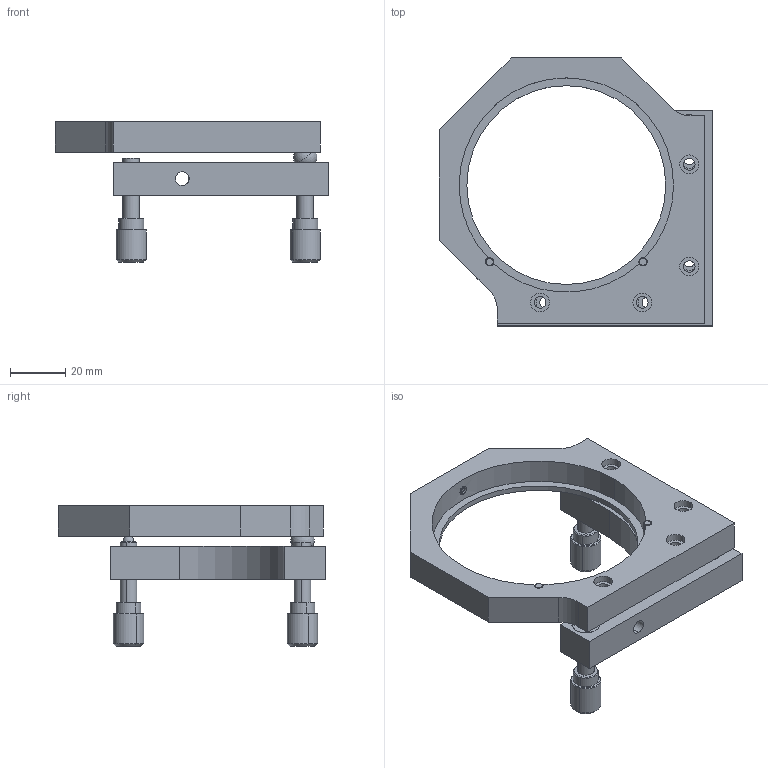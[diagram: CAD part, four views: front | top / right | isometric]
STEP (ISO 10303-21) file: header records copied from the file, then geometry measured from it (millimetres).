
FILE_DESCRIPTION (( 'STEP AP203' ), '1' );
FILE_NAME ('GCM-080501M 俋倰芞.STEP', '2016-12-28T03:26:51', ( 'Lxtx999.CoM' ), ( 'Lxtx999.CoM' ), 'SwSTEP 2.0', 'SolidWorks 2012', '' );
FILE_SCHEMA (( 'CONFIG_CONTROL_DESIGN' ));
Length unit declared in the file: centimetre
Products named in the file (1): GCM-080501M 俋倰芞
Bounding box: 99 x 97 x 50.9 mm (x, y, z)
Surface area: 27567 mm2 (no closed solid volume)
Topology: 0 solids, 17 shells, 171 faces, 445 edges, 302 vertices
Faces by surface type: cylinder 85, plane 56, cone 26, sphere 4
Entity records: 5477 total; most frequent: DIRECTION 1032, CARTESIAN_POINT 990, ORIENTED_EDGE 782, EDGE_CURVE 440, AXIS2_PLACEMENT_3D 423, VERTEX_POINT 299, CIRCLE 251, EDGE_LOOP 223
